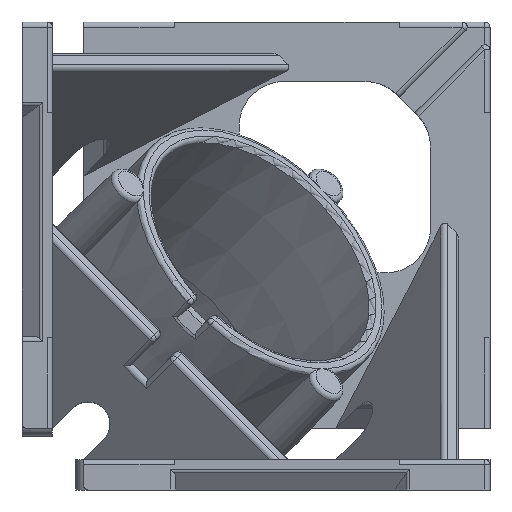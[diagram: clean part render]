
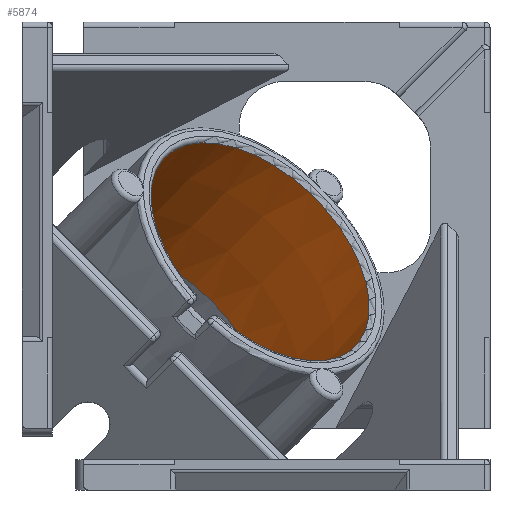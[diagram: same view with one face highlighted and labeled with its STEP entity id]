
A CAD part, left-side view. The second image highlights one B-rep face of the part: STEP entity #5874.
In plain terms, the highlighted conical face has half-angle 1 degrees and reference radius 13 mm.
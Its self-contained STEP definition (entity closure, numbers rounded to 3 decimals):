
#35=CONICAL_SURFACE('',#6459,13.,0.017);
#551=FACE_OUTER_BOUND('',#874,.T.);
#874=EDGE_LOOP('',(#5035,#5036,#5037,#5038,#5039,#5040,#5041,#5042,#5043,
#5044));
#1392=LINE('',#10337,#1885);
#1885=VECTOR('',#8026,13.);
#2074=CIRCLE('',#6344,13.);
#2106=CIRCLE('',#6460,13.306);
#2107=CIRCLE('',#6461,13.306);
#2199=B_SPLINE_CURVE_WITH_KNOTS('',3,(#10341,#10342,#10343,#10344),
 .UNSPECIFIED.,.F.,.F.,(4,4),(2.612,2.74),
 .UNSPECIFIED.);
#2200=B_SPLINE_CURVE_WITH_KNOTS('',3,(#10346,#10347,#10348,#10349),
 .UNSPECIFIED.,.F.,.F.,(4,4),(0.081,0.114),
 .UNSPECIFIED.);
#2201=B_SPLINE_CURVE_WITH_KNOTS('',3,(#10351,#10352,#10353,#10354),
 .UNSPECIFIED.,.F.,.F.,(4,4),(-0.081,0.081),
 .UNSPECIFIED.);
#2202=B_SPLINE_CURVE_WITH_KNOTS('',3,(#10356,#10357,#10358,#10359),
 .UNSPECIFIED.,.F.,.F.,(4,4),(-0.114,-0.081),
 .UNSPECIFIED.);
#2203=B_SPLINE_CURVE_WITH_KNOTS('',3,(#10361,#10362,#10363,#10364),
 .UNSPECIFIED.,.F.,.F.,(4,4),(0.,0.128),.UNSPECIFIED.);
#2673=VERTEX_POINT('',#9978);
#2736=VERTEX_POINT('',#10336);
#2737=VERTEX_POINT('',#10338);
#2738=VERTEX_POINT('',#10340);
#2739=VERTEX_POINT('',#10345);
#2740=VERTEX_POINT('',#10350);
#2741=VERTEX_POINT('',#10355);
#2742=VERTEX_POINT('',#10360);
#3446=EDGE_CURVE('',#2673,#2673,#2074,.T.);
#3570=EDGE_CURVE('',#2673,#2736,#1392,.T.);
#3571=EDGE_CURVE('',#2737,#2736,#2106,.T.);
#3572=EDGE_CURVE('',#2738,#2737,#2199,.T.);
#3573=EDGE_CURVE('',#2739,#2738,#2200,.T.);
#3574=EDGE_CURVE('',#2740,#2739,#2201,.T.);
#3575=EDGE_CURVE('',#2741,#2740,#2202,.T.);
#3576=EDGE_CURVE('',#2742,#2741,#2203,.T.);
#3577=EDGE_CURVE('',#2736,#2742,#2107,.T.);
#5035=ORIENTED_EDGE('',*,*,#3446,.T.);
#5036=ORIENTED_EDGE('',*,*,#3570,.T.);
#5037=ORIENTED_EDGE('',*,*,#3571,.F.);
#5038=ORIENTED_EDGE('',*,*,#3572,.F.);
#5039=ORIENTED_EDGE('',*,*,#3573,.F.);
#5040=ORIENTED_EDGE('',*,*,#3574,.F.);
#5041=ORIENTED_EDGE('',*,*,#3575,.F.);
#5042=ORIENTED_EDGE('',*,*,#3576,.F.);
#5043=ORIENTED_EDGE('',*,*,#3577,.F.);
#5044=ORIENTED_EDGE('',*,*,#3570,.F.);
#5874=ADVANCED_FACE('',(#551),#35,.F.);
#6344=AXIS2_PLACEMENT_3D('',#9980,#7737,#7738);
#6459=AXIS2_PLACEMENT_3D('',#10335,#8024,#8025);
#6460=AXIS2_PLACEMENT_3D('',#10339,#8027,#8028);
#6461=AXIS2_PLACEMENT_3D('',#10365,#8029,#8030);
#7737=DIRECTION('center_axis',(0.577,0.577,-0.577));
#7738=DIRECTION('ref_axis',(0.707,-0.707,0.));
#8024=DIRECTION('center_axis',(-0.577,-0.577,0.577));
#8025=DIRECTION('ref_axis',(0.707,-0.707,0.));
#8026=DIRECTION('',(-0.59,-0.565,0.577));
#8027=DIRECTION('center_axis',(0.577,0.577,-0.577));
#8028=DIRECTION('ref_axis',(0.816,-0.408,0.408));
#8029=DIRECTION('center_axis',(0.577,0.577,-0.577));
#8030=DIRECTION('ref_axis',(0.816,-0.408,0.408));
#9978=CARTESIAN_POINT('',(54.849,73.234,-64.042));
#9980=CARTESIAN_POINT('Origin',(64.042,64.042,-64.042));
#10335=CARTESIAN_POINT('Origin',(64.042,64.042,-64.042));
#10336=CARTESIAN_POINT('',(44.525,63.342,-53.933));
#10337=CARTESIAN_POINT('',(54.849,73.234,-64.042));
#10338=CARTESIAN_POINT('',(43.142,60.419,-58.238));
#10339=CARTESIAN_POINT('Origin',(53.933,53.933,-53.933));
#10340=CARTESIAN_POINT('',(43.9,61.149,-58.969));
#10341=CARTESIAN_POINT('Ctrl Pts',(43.9,61.149,-58.969));
#10342=CARTESIAN_POINT('Ctrl Pts',(43.648,60.906,-58.725));
#10343=CARTESIAN_POINT('Ctrl Pts',(43.395,60.662,-58.482));
#10344=CARTESIAN_POINT('Ctrl Pts',(43.142,60.419,-58.238));
#10345=CARTESIAN_POINT('',(43.902,60.891,-59.335));
#10346=CARTESIAN_POINT('Ctrl Pts',(43.902,60.891,-59.335));
#10347=CARTESIAN_POINT('Ctrl Pts',(43.901,60.98,-59.216));
#10348=CARTESIAN_POINT('Ctrl Pts',(43.901,61.066,-59.094));
#10349=CARTESIAN_POINT('Ctrl Pts',(43.9,61.149,-58.969));
#10350=CARTESIAN_POINT('',(43.902,59.335,-60.891));
#10351=CARTESIAN_POINT('Ctrl Pts',(43.902,59.335,-60.891));
#10352=CARTESIAN_POINT('Ctrl Pts',(43.904,59.927,-60.448));
#10353=CARTESIAN_POINT('Ctrl Pts',(43.904,60.448,-59.927));
#10354=CARTESIAN_POINT('Ctrl Pts',(43.902,60.891,-59.335));
#10355=CARTESIAN_POINT('',(43.9,58.969,-61.149));
#10356=CARTESIAN_POINT('Ctrl Pts',(43.9,58.969,-61.149));
#10357=CARTESIAN_POINT('Ctrl Pts',(43.901,59.094,-61.066));
#10358=CARTESIAN_POINT('Ctrl Pts',(43.901,59.216,-60.98));
#10359=CARTESIAN_POINT('Ctrl Pts',(43.902,59.335,-60.891));
#10360=CARTESIAN_POINT('',(43.142,58.238,-60.419));
#10361=CARTESIAN_POINT('Ctrl Pts',(43.142,58.238,-60.419));
#10362=CARTESIAN_POINT('Ctrl Pts',(43.395,58.482,-60.662));
#10363=CARTESIAN_POINT('Ctrl Pts',(43.648,58.725,-60.906));
#10364=CARTESIAN_POINT('Ctrl Pts',(43.9,58.969,-61.149));
#10365=CARTESIAN_POINT('Origin',(53.933,53.933,-53.933));
